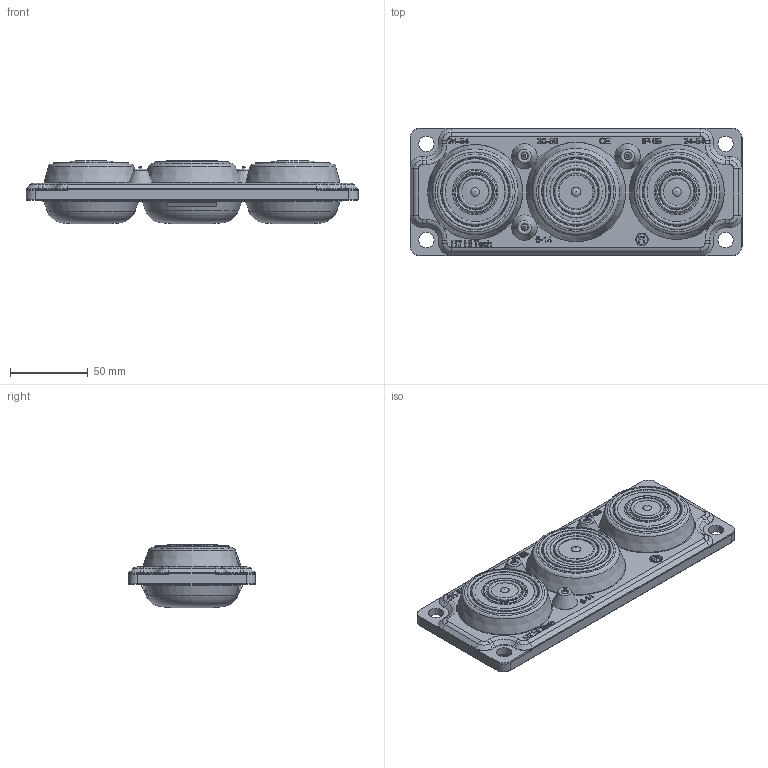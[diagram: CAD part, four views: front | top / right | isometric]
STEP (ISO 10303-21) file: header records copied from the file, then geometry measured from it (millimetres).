
FILE_DESCRIPTION( ( 'STEP AP214' ), '1' );
FILE_NAME( ' ', ' ', ( ' ' ), ( ' ' ), 'PSStep 11.0', ' ', ' ' );
FILE_SCHEMA( ( 'AUTOMOTIVE_DESIGN { 1 0 10303 214 1 1 1 1 }' ) );
Length unit declared in the file: millimetre
Products named in the file (1): @27
Bounding box: 214 x 82 x 41 mm (x, y, z)
Volume: 129913.4 mm3; surface area: 86448.9 mm2
Topology: 1 solids, 1 shells, 694 faces, 1679 edges, 1056 vertices
Faces by surface type: plane 323, cone 103, extrusion 91, torus 69, cylinder 66, revolution 28, bspline 12, sphere 2
Full cylindrical faces by diameter (mm): 0.001 x1, 2 x3, 7 x1, 8 x1, 10 x4, 14 x3, 22 x3, 56 x2, 59 x1
Entity records: 28250 total; most frequent: CARTESIAN_POINT 8477, ORIENTED_EDGE 2926, DIRECTION 2443, EDGE_CURVE 1463, VERTEX_POINT 1004, EDGE_LOOP 937, AXIS2_PLACEMENT_3D 905, FACE_OUTER_BOUND 789
